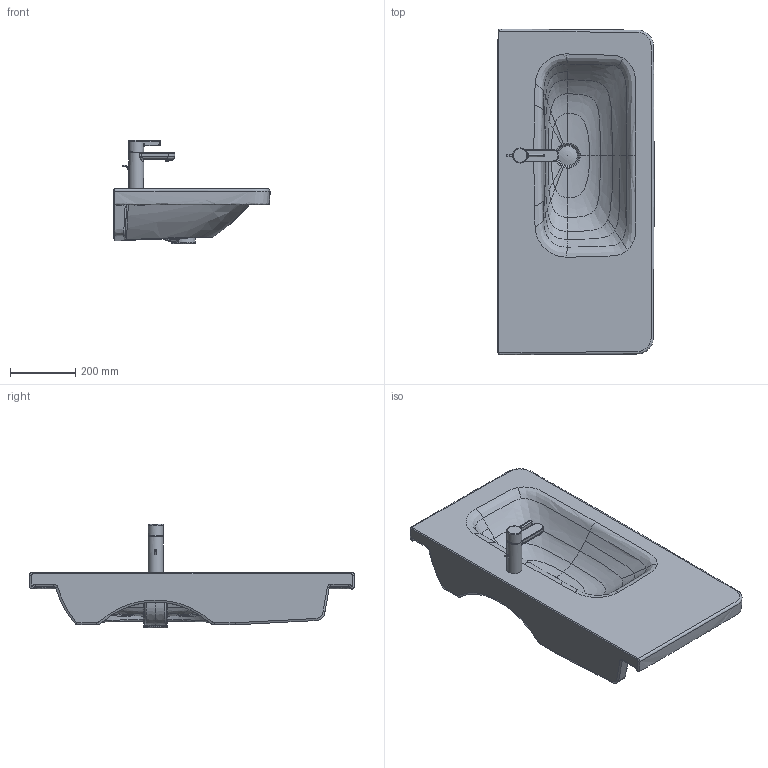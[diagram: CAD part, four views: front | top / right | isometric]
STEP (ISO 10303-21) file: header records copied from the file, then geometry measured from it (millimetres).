
FILE_DESCRIPTION((''),'2;1');
FILE_NAME('232610.stp','2014-10-24T20:46:51',('Administrator'),(''),'Autodesk Inventor 2011','Autodesk Inventor 2011','');
FILE_SCHEMA(('CONFIG_CONTROL_DESIGN'));
Length unit declared in the file: millimetre
Products named in the file (10): 232610; Armatur Durastyle Waschtisch; Fassung Sieb; Griff; Gehäuse; Hebel_Ventil; Gleitring; Kelch; Stopfen
Assembly tree (9 placements, depth 3):
  232610
    232610
    Armatur Durastyle Waschtisch
      Fassung Sieb
      Griff
      Gehäuse
      Hebel_Ventil
      Gleitring
    Kelch
    Stopfen
Bounding box: 479.93 x 999.5 x 317.78 mm (x, y, z)
Volume: 22825045 mm3; surface area: 1571149.8 mm2
Topology: 7 solids, 9 shells, 506 faces, 1207 edges, 706 vertices
Faces by surface type: bspline 308, plane 80, cylinder 79, sphere 18, torus 15, cone 6
Full cylindrical faces by diameter (mm): 4 x2, 20.15 x1, 21.15 x1, 23.15 x1, 25 x1, 35 x1, 42 x1, 44 x1, 46 x2, 48.918 x1, 60 x1
Entity records: 78328 total; most frequent: CARTESIAN_POINT 68231, ORIENTED_EDGE 2322, DIRECTION 1438, EDGE_CURVE 1163, VERTEX_POINT 694, AXIS2_PLACEMENT_3D 605, EDGE_LOOP 555, B_SPLINE_CURVE_WITH_KNOTS 546
